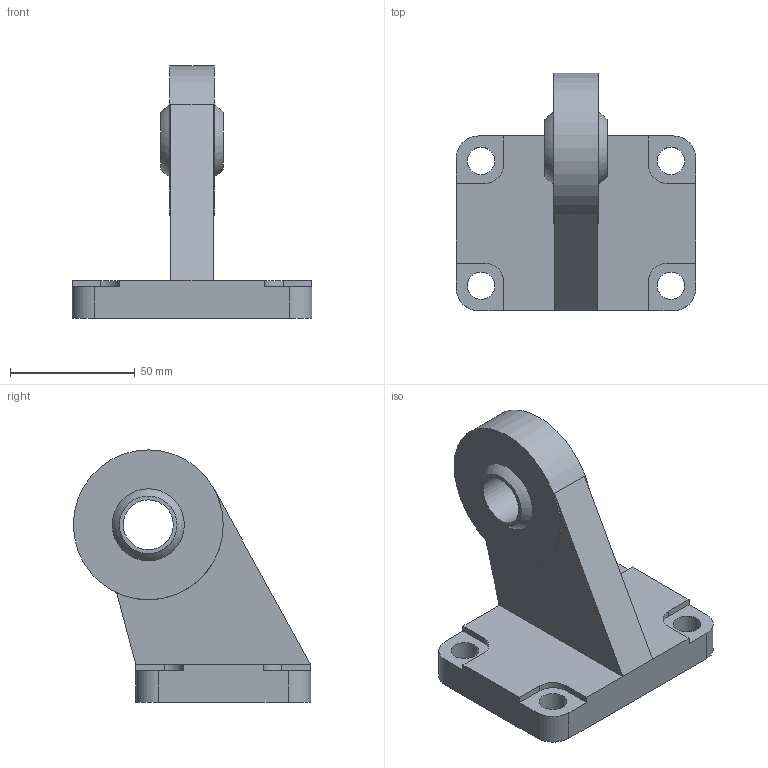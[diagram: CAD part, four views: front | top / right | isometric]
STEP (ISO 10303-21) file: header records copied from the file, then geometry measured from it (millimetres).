
FILE_DESCRIPTION(/* description */ (''),/* implementation_level */ '2;1');
FILE_NAME(/* name */ 'CAD_83090.stp',/* time_stamp */ '2018-02-19T14:13:27+01:00',/* author */ ('Hypex'),/* organization */ ('Hypex'),/* preprocessor_version */ 'ST-DEVELOPER v17',/* originating_system */ 'Autodesk Inventor 2018',/* authorisation */ '');
FILE_SCHEMA (('AUTOMOTIVE_DESIGN { 1 0 10303 214 3 1 1 }'));
Length unit declared in the file: millimetre
Products named in the file (1): CAD_83090
Bounding box: 96 x 95 x 101 mm (x, y, z)
Volume: 177087.3 mm3; surface area: 33528.1 mm2
Topology: 1 solids, 1 shells, 45 faces, 117 edges, 78 vertices
Faces by surface type: plane 28, cylinder 15, sphere 2
Full cylindrical faces by diameter (mm): 11 x4, 20 x2, 60 x1
Entity records: 1499 total; most frequent: DIRECTION 251, CARTESIAN_POINT 241, ORIENTED_EDGE 234, EDGE_CURVE 117, AXIS2_PLACEMENT_3D 88, VERTEX_POINT 78, LINE 75, VECTOR 75
